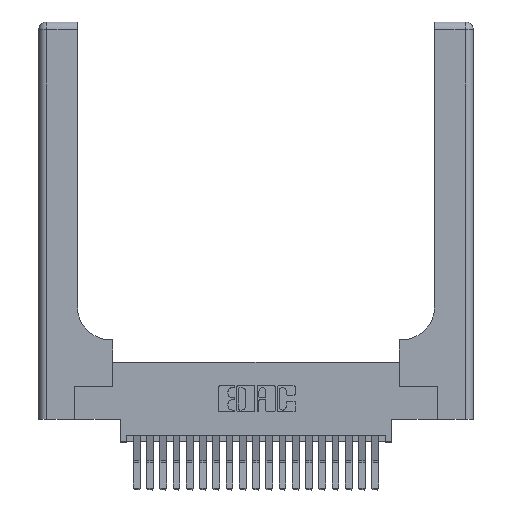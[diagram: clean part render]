
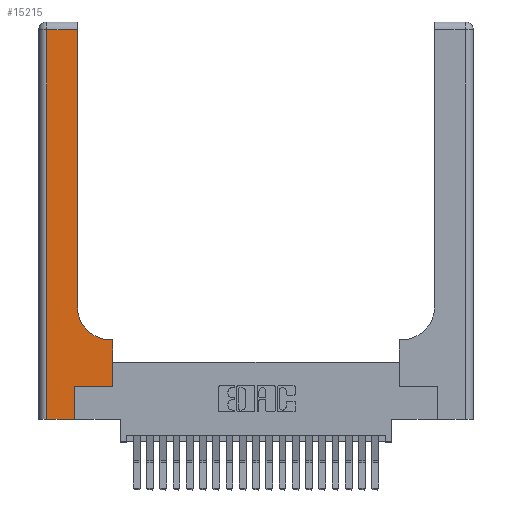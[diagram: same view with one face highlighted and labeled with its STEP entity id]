
A CAD part, top view. The second image highlights one B-rep face of the part: STEP entity #15215.
In plain terms, the highlighted planar face has unit normal (0, 0, 1).
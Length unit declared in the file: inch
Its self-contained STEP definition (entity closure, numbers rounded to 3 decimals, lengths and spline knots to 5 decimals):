
#504 = CARTESIAN_POINT ( 'NONE',  ( 0.5415, 0.85, 0.37 ) ) ;
#818 = EDGE_CURVE ( 'NONE', #11320, #20179, #11634, .T. ) ;
#839 = LINE ( 'NONE', #13894, #12721 ) ;
#1109 = CIRCLE ( 'NONE', #9599, 0.25 ) ;
#1190 = CARTESIAN_POINT ( 'NONE',  ( 0.269, 0., 0.37 ) ) ;
#1566 = DIRECTION ( 'NONE',  ( 0., 1., 0. ) ) ;
#1674 = VECTOR ( 'NONE', #18938, 39.37008 ) ;
#1886 = VERTEX_POINT ( 'NONE', #13895 ) ;
#2275 = VECTOR ( 'NONE', #11407, 39.37008 ) ;
#2542 = DIRECTION ( 'NONE',  ( 0., 1., 0. ) ) ;
#2552 = ORIENTED_EDGE ( 'NONE', *, *, #22305, .T. ) ;
#2872 = CARTESIAN_POINT ( 'NONE',  ( 0.06, 3., 0.37 ) ) ;
#2952 = VERTEX_POINT ( 'NONE', #8323 ) ;
#3020 = DIRECTION ( 'NONE',  ( 1., 0., 0. ) ) ;
#3140 = ORIENTED_EDGE ( 'NONE', *, *, #10471, .T. ) ;
#3415 = VERTEX_POINT ( 'NONE', #11531 ) ;
#3505 = VECTOR ( 'NONE', #20833, 39.37008 ) ;
#3716 = CARTESIAN_POINT ( 'NONE',  ( 0.2915, 0.6, 0.37 ) ) ;
#4086 = FACE_OUTER_BOUND ( 'NONE', #9306, .T. ) ;
#4336 = PLANE ( 'NONE',  #16680 ) ;
#4440 = EDGE_CURVE ( 'NONE', #14814, #16597, #10890, .T. ) ;
#4861 = EDGE_CURVE ( 'NONE', #16597, #15512, #5228, .T. ) ;
#5134 = CARTESIAN_POINT ( 'NONE',  ( 0.2915, 3., 0.37 ) ) ;
#5228 = LINE ( 'NONE', #3716, #3505 ) ;
#5476 = CARTESIAN_POINT ( 'NONE',  ( 0.06, 2.94, 0.37 ) ) ;
#5866 = DIRECTION ( 'NONE',  ( 0., 0., -1. ) ) ;
#6095 = EDGE_CURVE ( 'NONE', #1886, #18055, #14229, .T. ) ;
#6318 = DIRECTION ( 'NONE',  ( 0., 0., -1. ) ) ;
#6731 = ORIENTED_EDGE ( 'NONE', *, *, #21863, .T. ) ;
#6878 = ORIENTED_EDGE ( 'NONE', *, *, #4861, .T. ) ;
#7263 = CARTESIAN_POINT ( 'NONE',  ( 0.5585, 0.25, 0.37 ) ) ;
#8323 = CARTESIAN_POINT ( 'NONE',  ( 0.2915, 0.85, 0.37 ) ) ;
#9306 = EDGE_LOOP ( 'NONE', ( #23056, #19693, #3140, #6731, #19534, #10764, #10908, #6878, #2552 ) ) ;
#9599 = AXIS2_PLACEMENT_3D ( 'NONE', #504, #5866, #22005 ) ;
#10119 = CARTESIAN_POINT ( 'NONE',  ( 0.269, 0.25, 0.37 ) ) ;
#10471 = EDGE_CURVE ( 'NONE', #18055, #3415, #13312, .T. ) ;
#10764 = ORIENTED_EDGE ( 'NONE', *, *, #21927, .T. ) ;
#10890 = LINE ( 'NONE', #7263, #22203 ) ;
#10908 = ORIENTED_EDGE ( 'NONE', *, *, #4440, .T. ) ;
#11320 = VERTEX_POINT ( 'NONE', #1190 ) ;
#11407 = DIRECTION ( 'NONE',  ( -1., 0., 0. ) ) ;
#11531 = CARTESIAN_POINT ( 'NONE',  ( 0.06, 0., 0.37 ) ) ;
#11535 = CARTESIAN_POINT ( 'NONE',  ( 0., 0., 0.37 ) ) ;
#11602 = EDGE_CURVE ( 'NONE', #2952, #1886, #12459, .T. ) ;
#11629 = VECTOR ( 'NONE', #1566, 39.37008 ) ;
#11634 = LINE ( 'NONE', #13414, #14695 ) ;
#12459 = LINE ( 'NONE', #5134, #11629 ) ;
#12511 = CARTESIAN_POINT ( 'NONE',  ( 0.5585, 0.6, 0.37 ) ) ;
#12721 = VECTOR ( 'NONE', #3020, 39.37008 ) ;
#13312 = LINE ( 'NONE', #2872, #17299 ) ;
#13414 = CARTESIAN_POINT ( 'NONE',  ( 0.269, 0., 0.37 ) ) ;
#13894 = CARTESIAN_POINT ( 'NONE',  ( 0.269, 0.25, 0.37 ) ) ;
#13895 = CARTESIAN_POINT ( 'NONE',  ( 0.2915, 2.94, 0.37 ) ) ;
#14229 = LINE ( 'NONE', #22214, #2275 ) ;
#14695 = VECTOR ( 'NONE', #2542, 39.37008 ) ;
#14814 = VERTEX_POINT ( 'NONE', #17857 ) ;
#15215 = ADVANCED_FACE ( 'NONE', ( #4086 ), #4336, .F. ) ;
#15379 = DIRECTION ( 'NONE',  ( 0., -1., 0. ) ) ;
#15512 = VERTEX_POINT ( 'NONE', #21942 ) ;
#16597 = VERTEX_POINT ( 'NONE', #12511 ) ;
#16680 = AXIS2_PLACEMENT_3D ( 'NONE', #17137, #6318, #18966 ) ;
#17137 = CARTESIAN_POINT ( 'NONE',  ( 0., 3., 0.37 ) ) ;
#17299 = VECTOR ( 'NONE', #15379, 39.37008 ) ;
#17857 = CARTESIAN_POINT ( 'NONE',  ( 0.5585, 0.25, 0.37 ) ) ;
#18055 = VERTEX_POINT ( 'NONE', #5476 ) ;
#18938 = DIRECTION ( 'NONE',  ( 1., 0., 0. ) ) ;
#18966 = DIRECTION ( 'NONE',  ( -1., 0., 0. ) ) ;
#19534 = ORIENTED_EDGE ( 'NONE', *, *, #818, .T. ) ;
#19693 = ORIENTED_EDGE ( 'NONE', *, *, #6095, .T. ) ;
#20179 = VERTEX_POINT ( 'NONE', #10119 ) ;
#20833 = DIRECTION ( 'NONE',  ( -1., 0., 0. ) ) ;
#21760 = LINE ( 'NONE', #11535, #1674 ) ;
#21863 = EDGE_CURVE ( 'NONE', #3415, #11320, #21760, .T. ) ;
#21876 = DIRECTION ( 'NONE',  ( 0., 1., 0. ) ) ;
#21927 = EDGE_CURVE ( 'NONE', #20179, #14814, #839, .T. ) ;
#21942 = CARTESIAN_POINT ( 'NONE',  ( 0.5415, 0.6, 0.37 ) ) ;
#22005 = DIRECTION ( 'NONE',  ( 1., 0., 0. ) ) ;
#22203 = VECTOR ( 'NONE', #21876, 39.37008 ) ;
#22214 = CARTESIAN_POINT ( 'NONE',  ( 0., 2.94, 0.37 ) ) ;
#22305 = EDGE_CURVE ( 'NONE', #15512, #2952, #1109, .T. ) ;
#23056 = ORIENTED_EDGE ( 'NONE', *, *, #11602, .T. ) ;
